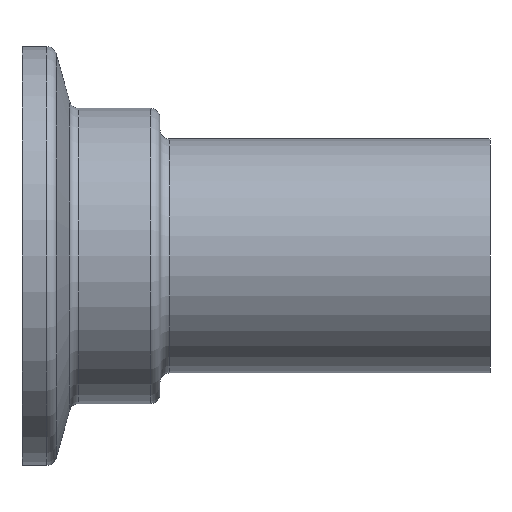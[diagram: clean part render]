
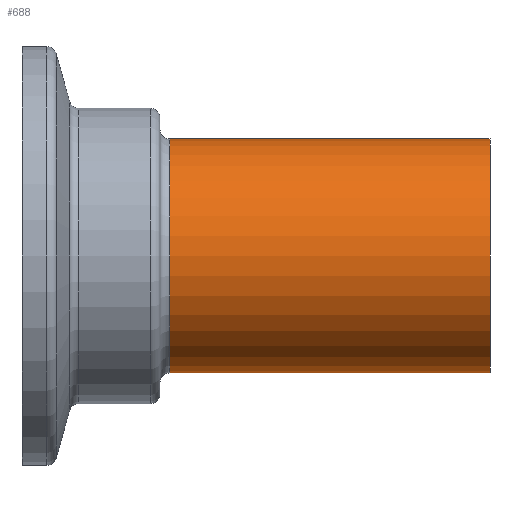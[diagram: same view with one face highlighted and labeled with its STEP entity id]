
A CAD part, front view. The second image highlights one B-rep face of the part: STEP entity #688.
In plain terms, the highlighted cylindrical face has radius 9.5 mm (diameter 19 mm), a partial arc.
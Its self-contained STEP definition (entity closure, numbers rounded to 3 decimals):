
#5 = AXIS2_PLACEMENT_3D ( 'NONE', #704, #474, #541 ) ;
#52 = AXIS2_PLACEMENT_3D ( 'NONE', #707, #582, #301 ) ;
#67 = ORIENTED_EDGE ( 'NONE', *, *, #534, .T. ) ;
#98 = LINE ( 'NONE', #233, #167 ) ;
#101 = LINE ( 'NONE', #594, #598 ) ;
#154 = EDGE_CURVE ( 'NONE', #215, #373, #101, .T. ) ;
#167 = VECTOR ( 'NONE', #763, 1000. ) ;
#168 = CARTESIAN_POINT ( 'NONE',  ( 27.62, 20.365, 0. ) ) ;
#171 = EDGE_CURVE ( 'NONE', #373, #730, #260, .T. ) ;
#193 = VERTEX_POINT ( 'NONE', #298 ) ;
#206 = AXIS2_PLACEMENT_3D ( 'NONE', #168, #703, #719 ) ;
#215 = VERTEX_POINT ( 'NONE', #590 ) ;
#233 = CARTESIAN_POINT ( 'NONE',  ( -172.678, 20.365, 9.5 ) ) ;
#260 = CIRCLE ( 'NONE', #5, 9.5 ) ;
#298 = CARTESIAN_POINT ( 'NONE',  ( 27.62, 20.365, 9.5 ) ) ;
#301 = DIRECTION ( 'NONE',  ( 0., 0., 1. ) ) ;
#372 = CARTESIAN_POINT ( 'NONE',  ( 1.62, 20.365, -9.5 ) ) ;
#373 = VERTEX_POINT ( 'NONE', #372 ) ;
#450 = ORIENTED_EDGE ( 'NONE', *, *, #736, .T. ) ;
#458 = CYLINDRICAL_SURFACE ( 'NONE', #52, 9.5 ) ;
#461 = EDGE_LOOP ( 'NONE', ( #786, #67, #450, #660 ) ) ;
#474 = DIRECTION ( 'NONE',  ( -1., 0., 0. ) ) ;
#503 = CIRCLE ( 'NONE', #206, 9.5 ) ;
#523 = FACE_OUTER_BOUND ( 'NONE', #461, .T. ) ;
#529 = CARTESIAN_POINT ( 'NONE',  ( 1.62, 20.365, 9.5 ) ) ;
#534 = EDGE_CURVE ( 'NONE', #215, #193, #503, .T. ) ;
#541 = DIRECTION ( 'NONE',  ( 0., 0., 1. ) ) ;
#582 = DIRECTION ( 'NONE',  ( -1., 0., 0. ) ) ;
#590 = CARTESIAN_POINT ( 'NONE',  ( 27.62, 20.365, -9.5 ) ) ;
#594 = CARTESIAN_POINT ( 'NONE',  ( -172.678, 20.365, -9.5 ) ) ;
#598 = VECTOR ( 'NONE', #648, 1000. ) ;
#648 = DIRECTION ( 'NONE',  ( -1., 0., 0. ) ) ;
#660 = ORIENTED_EDGE ( 'NONE', *, *, #171, .F. ) ;
#688 = ADVANCED_FACE ( 'NONE', ( #523 ), #458, .T. ) ;
#703 = DIRECTION ( 'NONE',  ( -1., 0., 0. ) ) ;
#704 = CARTESIAN_POINT ( 'NONE',  ( 1.62, 20.365, 0. ) ) ;
#707 = CARTESIAN_POINT ( 'NONE',  ( -172.678, 20.365, 0. ) ) ;
#719 = DIRECTION ( 'NONE',  ( 0., 0., 1. ) ) ;
#730 = VERTEX_POINT ( 'NONE', #529 ) ;
#736 = EDGE_CURVE ( 'NONE', #193, #730, #98, .T. ) ;
#763 = DIRECTION ( 'NONE',  ( -1., 0., 0. ) ) ;
#786 = ORIENTED_EDGE ( 'NONE', *, *, #154, .F. ) ;
